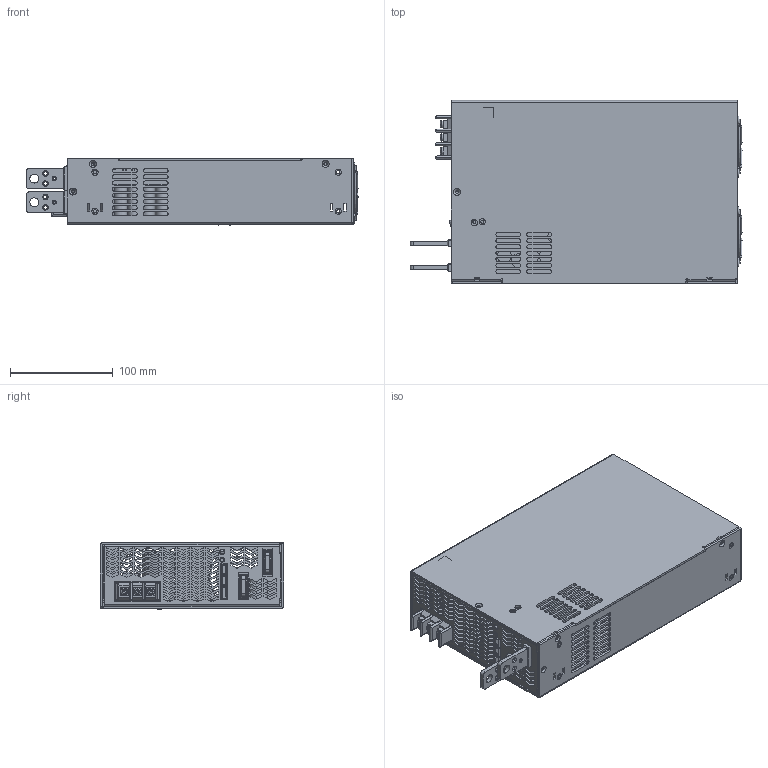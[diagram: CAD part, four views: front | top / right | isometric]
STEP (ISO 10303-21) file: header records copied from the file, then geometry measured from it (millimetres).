
FILE_DESCRIPTION(/* description */ (''),/* implementation_level */ '2;1');
FILE_NAME(/* name */ 'MPC3000.stp',/* time_stamp */ '2023-07-07T15:05:33+08:00',/* author */ (''),/* organization */ (''),/* preprocessor_version */ 'ST-DEVELOPER v19.3',/* originating_system */ 'SIEMENS PLM Software NX2212.3001',/* authorisation */ '');
FILE_SCHEMA (('AP203_CONFIGURATION_CONTROLLED_3D_DESIGN_OF_MECHANICAL_PARTS_AND_ASSEMBLIES_MIM_LF { 1 0 10303 403 2 1 2}'));
Products named in the file (22): p1600; p1309340602; p1326070604; p2605; VR.1606; pcb.1609; M3压铆螺母; M4压铆螺母; XSRP.1; -P01; p1; 塑胶端子帽; 塑胶端子帽-dzm-2230518_stp; A04WJJSK0000119; JS100107625; JS100107.1626; JS100107.1.1.1.1627; pcb-2628; pcb629; A04WJJSK0000118; A04WJJSK0000117_MODEL; MPC3000
Assembly tree (44 placements, depth 5):
  MPC3000
    A04WJJSK0000117_MODEL
      M4压铆螺母  x4
    A04WJJSK0000118
      M3压铆螺母  x7
      M4压铆螺母  x8
    A04WJJSK0000119
    塑胶端子帽-dzm-2230518_stp
    塑胶端子帽
    pcb629
      pcb-2628
        VR.1606  x2
        JS100107.1.1.1.1627  x2
          p2605
          p1326070604
        JS100107.1626  x2
          p1309340602
        JS100107625
          p1600
      pcb.1609
    p1
    -P01  x2
    XSRP.1  x2
Bounding box: 322.5 x 177.8 x 64.47 mm (x, y, z)
Volume: 548426.5 mm3; surface area: 457855 mm2
Topology: 57 solids, 57 shells, 2666 faces, 7258 edges, 4742 vertices
Faces by surface type: plane 1530, cylinder 978, torus 110, cone 31, bspline 17
Full cylindrical faces by diameter (mm): 1.5 x14, 2.5 x11, 2.65 x1, 3.3 x12, 3.4 x9, 4.27 x1, 5 x14, 6 x14
Entity records: 78316 total; most frequent: CARTESIAN_POINT 14207, DIRECTION 12720, ORIENTED_EDGE 12478, EDGE_CURVE 6239, AXIS2_PLACEMENT_3D 4259, LINE 4202, VECTOR 4202, VERTEX_POINT 4128
